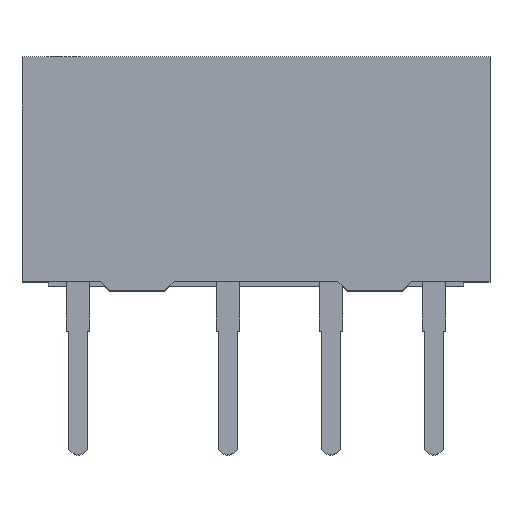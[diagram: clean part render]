
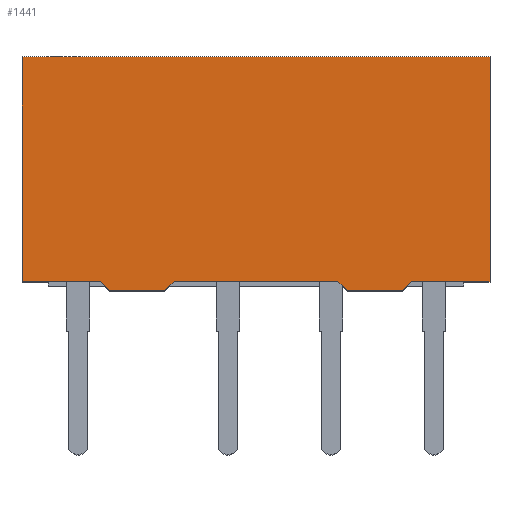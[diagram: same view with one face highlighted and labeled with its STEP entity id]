
A CAD part, top view. The second image highlights one B-rep face of the part: STEP entity #1441.
In plain terms, the highlighted planar face has unit normal (0, 0, 1).
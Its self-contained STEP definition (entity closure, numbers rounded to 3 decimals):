
#13 = LINE ( 'NONE', #14, #15 ) ;
#14 = CARTESIAN_POINT ( 'NONE',  ( 7.13, 0.2, 0.71 ) ) ;
#15 = VECTOR ( 'NONE', #16, 1000. ) ;
#16 = DIRECTION ( 'NONE',  ( 0.707, 0.707, 0. ) ) ;
#59 = FACE_OUTER_BOUND ( 'NONE', #1761, .T. ) ;
#60 = PLANE ( 'NONE',  #61 ) ;
#61 = AXIS2_PLACEMENT_3D ( 'NONE', #62, #63, #64 ) ;
#62 = CARTESIAN_POINT ( 'NONE',  ( -1.2, 5., 0.71 ) ) ;
#63 = DIRECTION ( 'NONE',  ( 0., 0., -1. ) ) ;
#64 = DIRECTION ( 'NONE',  ( -1., 0., 0. ) ) ;
#142 = LINE ( 'NONE', #143, #144 ) ;
#143 = CARTESIAN_POINT ( 'NONE',  ( 0.47, 0.2, 0.71 ) ) ;
#144 = VECTOR ( 'NONE', #145, 1000. ) ;
#145 = DIRECTION ( 'NONE',  ( 0.707, -0.707, 0. ) ) ;
#209 = CARTESIAN_POINT ( 'NONE',  ( 0.67, 0., 0.71 ) ) ;
#255 = LINE ( 'NONE', #256, #257 ) ;
#256 = CARTESIAN_POINT ( 'NONE',  ( -1.2, 5., 0.71 ) ) ;
#257 = VECTOR ( 'NONE', #258, 1000. ) ;
#258 = DIRECTION ( 'NONE',  ( 1., 0., 0. ) ) ;
#271 = ORIENTED_EDGE ( 'NONE', *, *, #4022, .F. ) ;
#295 = CARTESIAN_POINT ( 'NONE',  ( 0.47, 0.2, 0.71 ) ) ;
#605 = EDGE_CURVE ( 'NONE', #892, #1666, #2155, .T. ) ;
#685 = LINE ( 'NONE', #686, #687 ) ;
#686 = CARTESIAN_POINT ( 'NONE',  ( -1.2, 0.2, 0.71 ) ) ;
#687 = VECTOR ( 'NONE', #688, 1000. ) ;
#688 = DIRECTION ( 'NONE',  ( 1., 0., 0. ) ) ;
#737 = LINE ( 'NONE', #738, #739 ) ;
#738 = CARTESIAN_POINT ( 'NONE',  ( 6.93, 0., 0.71 ) ) ;
#739 = VECTOR ( 'NONE', #740, 1000. ) ;
#740 = DIRECTION ( 'NONE',  ( 1., 0., 0. ) ) ;
#758 = CARTESIAN_POINT ( 'NONE',  ( 7.13, 0.2, 0.71 ) ) ;
#778 = LINE ( 'NONE', #779, #780 ) ;
#779 = CARTESIAN_POINT ( 'NONE',  ( 8.8, 5., 0.71 ) ) ;
#780 = VECTOR ( 'NONE', #781, 1000. ) ;
#781 = DIRECTION ( 'NONE',  ( 0., -1., 0. ) ) ;
#790 = CARTESIAN_POINT ( 'NONE',  ( 6.93, 0., 0.71 ) ) ;
#892 = VERTEX_POINT ( 'NONE', #2272 ) ;
#911 = EDGE_CURVE ( 'NONE', #2327, #983, #2279, .T. ) ;
#983 = VERTEX_POINT ( 'NONE', #2304 ) ;
#994 = CARTESIAN_POINT ( 'NONE',  ( 8.8, 5., 0.71 ) ) ;
#1335 = VERTEX_POINT ( 'NONE', #2793 ) ;
#1441 = ADVANCED_FACE ( 'NONE', ( #59 ), #60, .F. ) ;
#1506 = ORIENTED_EDGE ( 'NONE', *, *, #1511, .T. ) ;
#1511 = EDGE_CURVE ( 'NONE', #3787, #1522, #737, .T. ) ;
#1522 = VERTEX_POINT ( 'NONE', #790 ) ;
#1541 = ORIENTED_EDGE ( 'NONE', *, *, #3380, .F. ) ;
#1556 = VERTEX_POINT ( 'NONE', #994 ) ;
#1658 = EDGE_CURVE ( 'NONE', #1666, #2471, #2670, .T. ) ;
#1665 = EDGE_CURVE ( 'NONE', #3701, #1335, #2708, .T. ) ;
#1666 = VERTEX_POINT ( 'NONE', #2724 ) ;
#1701 = ORIENTED_EDGE ( 'NONE', *, *, #911, .T. ) ;
#1761 = EDGE_LOOP ( 'NONE', ( #2161, #2285, #1701, #1796, #3836, #3773, #1506, #1877, #4091, #1541, #271, #3845 ) ) ;
#1796 = ORIENTED_EDGE ( 'NONE', *, *, #1808, .T. ) ;
#1808 = EDGE_CURVE ( 'NONE', #983, #3701, #3284, .T. ) ;
#1877 = ORIENTED_EDGE ( 'NONE', *, *, #1945, .T. ) ;
#1929 = CARTESIAN_POINT ( 'NONE',  ( 2.05, 0.2, 0.71 ) ) ;
#1945 = EDGE_CURVE ( 'NONE', #1522, #3333, #13, .T. ) ;
#2155 = LINE ( 'NONE', #2156, #2157 ) ;
#2156 = CARTESIAN_POINT ( 'NONE',  ( -1.2, 5., 0.71 ) ) ;
#2157 = VECTOR ( 'NONE', #2158, 1000. ) ;
#2158 = DIRECTION ( 'NONE',  ( 0., -1., 0. ) ) ;
#2161 = ORIENTED_EDGE ( 'NONE', *, *, #1658, .T. ) ;
#2164 = EDGE_CURVE ( 'NONE', #2471, #2327, #142, .T. ) ;
#2258 = LINE ( 'NONE', #2259, #2260 ) ;
#2259 = CARTESIAN_POINT ( 'NONE',  ( 5.55, 0.2, 0.71 ) ) ;
#2260 = VECTOR ( 'NONE', #2261, 1000. ) ;
#2261 = DIRECTION ( 'NONE',  ( 0.707, -0.707, 0. ) ) ;
#2272 = CARTESIAN_POINT ( 'NONE',  ( -1.2, 5., 0.71 ) ) ;
#2279 = LINE ( 'NONE', #2280, #2281 ) ;
#2280 = CARTESIAN_POINT ( 'NONE',  ( 0.67, 0., 0.71 ) ) ;
#2281 = VECTOR ( 'NONE', #2282, 1000. ) ;
#2282 = DIRECTION ( 'NONE',  ( 1., 0., 0. ) ) ;
#2283 = CARTESIAN_POINT ( 'NONE',  ( 5.75, 0., 0.71 ) ) ;
#2285 = ORIENTED_EDGE ( 'NONE', *, *, #2164, .T. ) ;
#2304 = CARTESIAN_POINT ( 'NONE',  ( 1.85, 0., 0.71 ) ) ;
#2327 = VERTEX_POINT ( 'NONE', #209 ) ;
#2471 = VERTEX_POINT ( 'NONE', #295 ) ;
#2572 = CARTESIAN_POINT ( 'NONE',  ( 8.8, 0.2, 0.71 ) ) ;
#2670 = LINE ( 'NONE', #2673, #2674 ) ;
#2673 = CARTESIAN_POINT ( 'NONE',  ( -1.2, 0.2, 0.71 ) ) ;
#2674 = VECTOR ( 'NONE', #2675, 1000. ) ;
#2675 = DIRECTION ( 'NONE',  ( 1., 0., 0. ) ) ;
#2708 = LINE ( 'NONE', #2709, #2710 ) ;
#2709 = CARTESIAN_POINT ( 'NONE',  ( -1.2, 0.2, 0.71 ) ) ;
#2710 = VECTOR ( 'NONE', #2716, 1000. ) ;
#2716 = DIRECTION ( 'NONE',  ( 1., 0., 0. ) ) ;
#2724 = CARTESIAN_POINT ( 'NONE',  ( -1.2, 0.2, 0.71 ) ) ;
#2793 = CARTESIAN_POINT ( 'NONE',  ( 5.55, 0.2, 0.71 ) ) ;
#3183 = EDGE_CURVE ( 'NONE', #3333, #3821, #685, .T. ) ;
#3284 = LINE ( 'NONE', #3285, #3286 ) ;
#3285 = CARTESIAN_POINT ( 'NONE',  ( 2.05, 0.2, 0.71 ) ) ;
#3286 = VECTOR ( 'NONE', #3287, 1000. ) ;
#3287 = DIRECTION ( 'NONE',  ( 0.707, 0.707, 0. ) ) ;
#3333 = VERTEX_POINT ( 'NONE', #758 ) ;
#3380 = EDGE_CURVE ( 'NONE', #1556, #3821, #778, .T. ) ;
#3701 = VERTEX_POINT ( 'NONE', #1929 ) ;
#3773 = ORIENTED_EDGE ( 'NONE', *, *, #3779, .T. ) ;
#3779 = EDGE_CURVE ( 'NONE', #1335, #3787, #2258, .T. ) ;
#3787 = VERTEX_POINT ( 'NONE', #2283 ) ;
#3821 = VERTEX_POINT ( 'NONE', #2572 ) ;
#3836 = ORIENTED_EDGE ( 'NONE', *, *, #1665, .T. ) ;
#3845 = ORIENTED_EDGE ( 'NONE', *, *, #605, .T. ) ;
#4022 = EDGE_CURVE ( 'NONE', #892, #1556, #255, .T. ) ;
#4091 = ORIENTED_EDGE ( 'NONE', *, *, #3183, .T. ) ;
